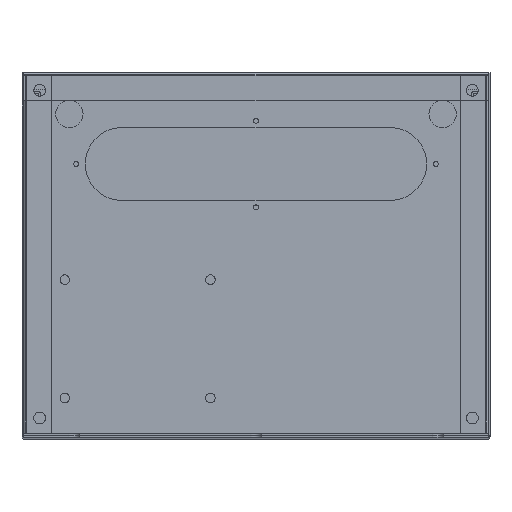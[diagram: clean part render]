
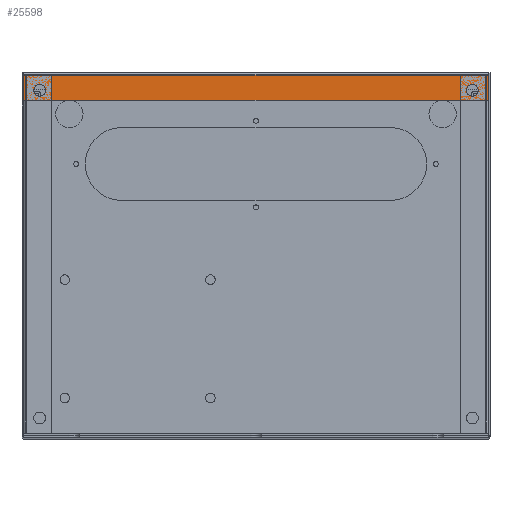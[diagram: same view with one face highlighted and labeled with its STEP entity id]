
A CAD part, top view. The second image highlights one B-rep face of the part: STEP entity #25598.
In plain terms, the highlighted planar face has unit normal (0, 0, 1).
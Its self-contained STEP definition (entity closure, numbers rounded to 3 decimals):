
#1159 = FACE_OUTER_BOUND ( 'NONE', #22124, .T. ) ;
#1444 = FACE_BOUND ( 'NONE', #22452, .T. ) ;
#1664 = CARTESIAN_POINT ( 'NONE',  ( -255., 397.5, 617.5 ) ) ;
#2813 = CARTESIAN_POINT ( 'NONE',  ( 237.5, 381., 617.5 ) ) ;
#2924 = VECTOR ( 'NONE', #16408, 1000. ) ;
#3348 = DIRECTION ( 'NONE',  ( -1., 0., 0. ) ) ;
#3492 = ORIENTED_EDGE ( 'NONE', *, *, #13791, .F. ) ;
#3746 = DIRECTION ( 'NONE',  ( 0., 0., 1. ) ) ;
#3878 = AXIS2_PLACEMENT_3D ( 'NONE', #2813, #17719, #3348 ) ;
#4040 = VECTOR ( 'NONE', #11552, 1000. ) ;
#4091 = DIRECTION ( 'NONE',  ( 1., 0., 0. ) ) ;
#5650 = VERTEX_POINT ( 'NONE', #1664 ) ;
#5754 = CARTESIAN_POINT ( 'NONE',  ( 255., 397.5, 617.5 ) ) ;
#6074 = DIRECTION ( 'NONE',  ( -1., 0., 0. ) ) ;
#6641 = VERTEX_POINT ( 'NONE', #14121 ) ;
#6703 = ORIENTED_EDGE ( 'NONE', *, *, #25013, .F. ) ;
#6982 = EDGE_CURVE ( 'NONE', #16027, #20386, #9771, .T. ) ;
#7524 = CIRCLE ( 'NONE', #3878, 6.5 ) ;
#7749 = FACE_BOUND ( 'NONE', #13850, .T. ) ;
#7753 = AXIS2_PLACEMENT_3D ( 'NONE', #8667, #21589, #4091 ) ;
#8223 = LINE ( 'NONE', #25738, #13530 ) ;
#8667 = CARTESIAN_POINT ( 'NONE',  ( 237.5, 381., 617.5 ) ) ;
#9049 = VERTEX_POINT ( 'NONE', #24052 ) ;
#9580 = CARTESIAN_POINT ( 'NONE',  ( 231., 381., 617.5 ) ) ;
#9771 = CIRCLE ( 'NONE', #20298, 6.5 ) ;
#9917 = DIRECTION ( 'NONE',  ( 1., 0., 0. ) ) ;
#10018 = CARTESIAN_POINT ( 'NONE',  ( 255., 397.5, 617.5 ) ) ;
#10527 = DIRECTION ( 'NONE',  ( -1., 0., 0. ) ) ;
#11194 = DIRECTION ( 'NONE',  ( 0., 0., 1. ) ) ;
#11552 = DIRECTION ( 'NONE',  ( 0., -1., 0. ) ) ;
#11830 = LINE ( 'NONE', #27333, #2924 ) ;
#12336 = ORIENTED_EDGE ( 'NONE', *, *, #13242, .F. ) ;
#12799 = CARTESIAN_POINT ( 'NONE',  ( -237.5, 381., 617.5 ) ) ;
#13242 = EDGE_CURVE ( 'NONE', #21647, #23295, #14883, .T. ) ;
#13530 = VECTOR ( 'NONE', #6074, 1000. ) ;
#13685 = LINE ( 'NONE', #22446, #4040 ) ;
#13731 = CARTESIAN_POINT ( 'NONE',  ( -244., 381., 617.5 ) ) ;
#13791 = EDGE_CURVE ( 'NONE', #9049, #17089, #15519, .T. ) ;
#13850 = EDGE_LOOP ( 'NONE', ( #3492, #6703 ) ) ;
#13852 = AXIS2_PLACEMENT_3D ( 'NONE', #5754, #3746, #9917 ) ;
#13880 = CIRCLE ( 'NONE', #23051, 6.5 ) ;
#14121 = CARTESIAN_POINT ( 'NONE',  ( -255., 370., 617.5 ) ) ;
#14652 = VECTOR ( 'NONE', #16453, 1000. ) ;
#14883 = LINE ( 'NONE', #10018, #14652 ) ;
#15046 = DIRECTION ( 'NONE',  ( 1., 0., 0. ) ) ;
#15519 = CIRCLE ( 'NONE', #7753, 6.5 ) ;
#15921 = CARTESIAN_POINT ( 'NONE',  ( 255., 397.5, 617.5 ) ) ;
#16027 = VERTEX_POINT ( 'NONE', #25931 ) ;
#16408 = DIRECTION ( 'NONE',  ( -1., 0., 0. ) ) ;
#16453 = DIRECTION ( 'NONE',  ( 0., -1., 0. ) ) ;
#16902 = CARTESIAN_POINT ( 'NONE',  ( 255., 370., 617.5 ) ) ;
#17089 = VERTEX_POINT ( 'NONE', #9580 ) ;
#17719 = DIRECTION ( 'NONE',  ( 0., 0., 1. ) ) ;
#18734 = EDGE_CURVE ( 'NONE', #5650, #6641, #13685, .T. ) ;
#19114 = ORIENTED_EDGE ( 'NONE', *, *, #27309, .T. ) ;
#20298 = AXIS2_PLACEMENT_3D ( 'NONE', #23683, #23548, #15046 ) ;
#20386 = VERTEX_POINT ( 'NONE', #13731 ) ;
#21361 = ORIENTED_EDGE ( 'NONE', *, *, #26928, .F. ) ;
#21457 = EDGE_CURVE ( 'NONE', #23295, #6641, #8223, .T. ) ;
#21589 = DIRECTION ( 'NONE',  ( 0., 0., 1. ) ) ;
#21647 = VERTEX_POINT ( 'NONE', #15921 ) ;
#22124 = EDGE_LOOP ( 'NONE', ( #19114, #24501, #27726, #12336 ) ) ;
#22446 = CARTESIAN_POINT ( 'NONE',  ( -255., 397.5, 617.5 ) ) ;
#22452 = EDGE_LOOP ( 'NONE', ( #23438, #21361 ) ) ;
#23051 = AXIS2_PLACEMENT_3D ( 'NONE', #12799, #11194, #10527 ) ;
#23295 = VERTEX_POINT ( 'NONE', #16902 ) ;
#23403 = PLANE ( 'NONE',  #13852 ) ;
#23438 = ORIENTED_EDGE ( 'NONE', *, *, #6982, .F. ) ;
#23548 = DIRECTION ( 'NONE',  ( 0., 0., 1. ) ) ;
#23683 = CARTESIAN_POINT ( 'NONE',  ( -237.5, 381., 617.5 ) ) ;
#24052 = CARTESIAN_POINT ( 'NONE',  ( 244., 381., 617.5 ) ) ;
#24501 = ORIENTED_EDGE ( 'NONE', *, *, #18734, .T. ) ;
#25013 = EDGE_CURVE ( 'NONE', #17089, #9049, #7524, .T. ) ;
#25598 = ADVANCED_FACE ( 'NONE', ( #7749, #1444, #1159 ), #23403, .T. ) ;
#25738 = CARTESIAN_POINT ( 'NONE',  ( 255., 370., 617.5 ) ) ;
#25931 = CARTESIAN_POINT ( 'NONE',  ( -231., 381., 617.5 ) ) ;
#26928 = EDGE_CURVE ( 'NONE', #20386, #16027, #13880, .T. ) ;
#27309 = EDGE_CURVE ( 'NONE', #21647, #5650, #11830, .T. ) ;
#27333 = CARTESIAN_POINT ( 'NONE',  ( 255., 397.5, 617.5 ) ) ;
#27726 = ORIENTED_EDGE ( 'NONE', *, *, #21457, .F. ) ;
